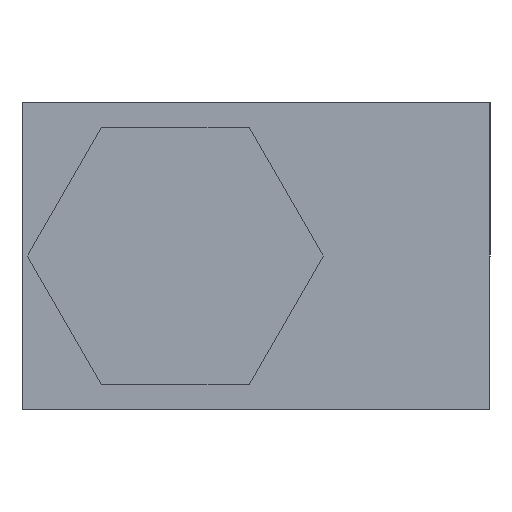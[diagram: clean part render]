
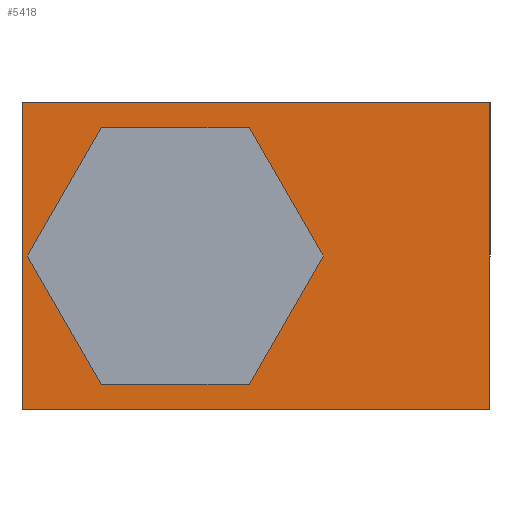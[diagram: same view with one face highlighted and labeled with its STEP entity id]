
A CAD part, front view. The second image highlights one B-rep face of the part: STEP entity #5418.
In plain terms, the highlighted face is planar.
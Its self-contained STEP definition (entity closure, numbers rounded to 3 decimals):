
#511=FACE_BOUND('',#1046,.T.);
#561=PLANE('',#5847);
#726=FACE_OUTER_BOUND('',#1045,.T.);
#1045=EDGE_LOOP('',(#3849,#3850,#3851,#3852));
#1046=EDGE_LOOP('',(#3853,#3854));
#1394=LINE('',#7000,#1879);
#1398=LINE('',#7008,#1883);
#1401=LINE('',#7014,#1886);
#1404=LINE('',#7060,#1889);
#1879=VECTOR('',#6120,10.);
#1883=VECTOR('',#6126,10.);
#1886=VECTOR('',#6131,10.);
#1889=VECTOR('',#6138,10.);
#2349=CIRCLE('',#5835,5.);
#2352=CIRCLE('',#5838,5.);
#2394=VERTEX_POINT('',#6979);
#2395=VERTEX_POINT('',#6980);
#2401=VERTEX_POINT('',#6998);
#2402=VERTEX_POINT('',#6999);
#2405=VERTEX_POINT('',#7007);
#2407=VERTEX_POINT('',#7013);
#2955=EDGE_CURVE('',#2394,#2395,#2349,.T.);
#2959=EDGE_CURVE('',#2395,#2394,#2352,.T.);
#2964=EDGE_CURVE('',#2401,#2402,#1394,.T.);
#2968=EDGE_CURVE('',#2402,#2405,#1398,.T.);
#2971=EDGE_CURVE('',#2405,#2407,#1401,.T.);
#2982=EDGE_CURVE('',#2407,#2401,#1404,.T.);
#3849=ORIENTED_EDGE('',*,*,#2968,.F.);
#3850=ORIENTED_EDGE('',*,*,#2964,.F.);
#3851=ORIENTED_EDGE('',*,*,#2982,.F.);
#3852=ORIENTED_EDGE('',*,*,#2971,.F.);
#3853=ORIENTED_EDGE('',*,*,#2955,.T.);
#3854=ORIENTED_EDGE('',*,*,#2959,.T.);
#5418=ADVANCED_FACE('',(#726,#511),#561,.T.);
#5835=AXIS2_PLACEMENT_3D('',#6981,#6099,#6100);
#5838=AXIS2_PLACEMENT_3D('',#6987,#6106,#6107);
#5847=AXIS2_PLACEMENT_3D('',#7059,#6136,#6137);
#6099=DIRECTION('center_axis',(0.,0.,-1.));
#6100=DIRECTION('ref_axis',(-1.,0.,0.));
#6106=DIRECTION('center_axis',(0.,0.,-1.));
#6107=DIRECTION('ref_axis',(-1.,0.,0.));
#6120=DIRECTION('',(0.,-1.,0.));
#6126=DIRECTION('',(-1.,0.,0.));
#6131=DIRECTION('',(0.,1.,0.));
#6136=DIRECTION('center_axis',(0.,0.,1.));
#6137=DIRECTION('ref_axis',(1.,0.,0.));
#6138=DIRECTION('',(1.,0.,0.));
#6979=CARTESIAN_POINT('',(-17.994,9.185,19.));
#6980=CARTESIAN_POINT('',(-22.994,4.185,19.));
#6981=CARTESIAN_POINT('Origin',(-22.994,9.185,19.));
#6987=CARTESIAN_POINT('Origin',(-22.994,9.185,19.));
#6998=CARTESIAN_POINT('',(-3.494,18.685,19.));
#6999=CARTESIAN_POINT('',(-3.494,-0.315,19.));
#7000=CARTESIAN_POINT('',(-3.494,18.685,19.));
#7007=CARTESIAN_POINT('',(-32.494,-0.315,19.));
#7008=CARTESIAN_POINT('',(-3.494,-0.315,19.));
#7013=CARTESIAN_POINT('',(-32.494,18.685,19.));
#7014=CARTESIAN_POINT('',(-32.494,-0.315,19.));
#7059=CARTESIAN_POINT('Origin',(-17.994,9.185,19.));
#7060=CARTESIAN_POINT('',(-32.494,18.685,19.));
